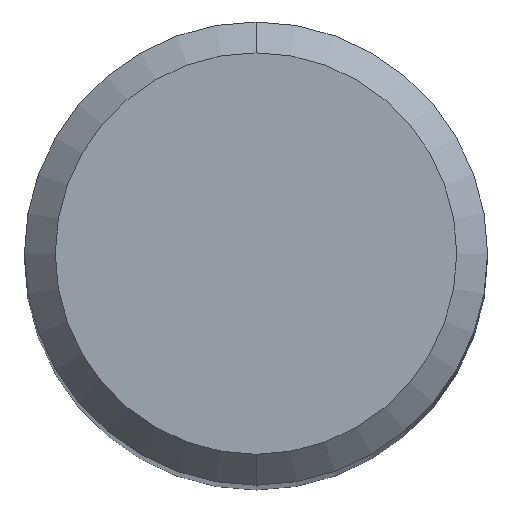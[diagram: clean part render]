
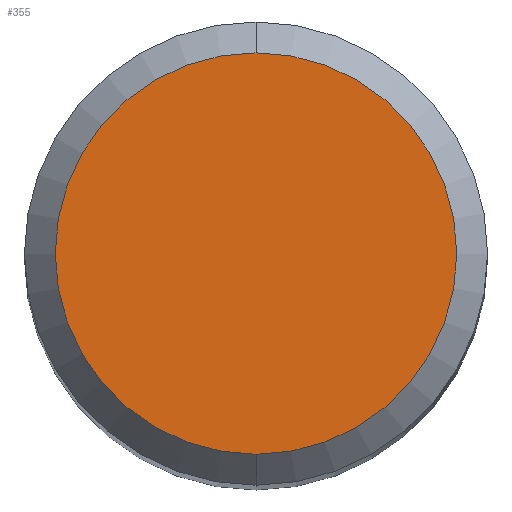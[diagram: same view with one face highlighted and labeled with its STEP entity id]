
A CAD part, top view. The second image highlights one B-rep face of the part: STEP entity #355.
In plain terms, the highlighted planar face has unit normal (0, 0, 1).
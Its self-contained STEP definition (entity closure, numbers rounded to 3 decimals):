
#179=VERTEX_POINT('',#486);
#205=EDGE_CURVE('',#353,#179,#513,.T.);
#353=VERTEX_POINT('',#679);
#355=ADVANCED_FACE('',(#681),#682,.T.);
#389=EDGE_CURVE('',#179,#353,#720,.T.);
#486=CARTESIAN_POINT('',(0.0,2.6,0.0));
#513=CIRCLE('',#892,2.6);
#679=CARTESIAN_POINT('',(0.,-2.6,0.0));
#681=FACE_OUTER_BOUND('',#1144,.T.);
#682=PLANE('',#1145);
#720=CIRCLE('',#1229,2.6);
#892=AXIS2_PLACEMENT_3D('',#1457,#1458,#1459);
#1144=EDGE_LOOP('',(#1680,#1681));
#1145=AXIS2_PLACEMENT_3D('',#1682,#1683,#1684);
#1229=AXIS2_PLACEMENT_3D('',#1723,#1724,#1725);
#1457=CARTESIAN_POINT('',(0.0,0.0,0.0));
#1458=DIRECTION('',(0.0,0.0,-1.0));
#1459=DIRECTION('',(0.0,1.0,0.0));
#1680=ORIENTED_EDGE('',*,*,#389,.F.);
#1681=ORIENTED_EDGE('',*,*,#205,.F.);
#1682=CARTESIAN_POINT('',(0.0,1.3,0.0));
#1683=DIRECTION('',(-0.0,0.0,1.0));
#1684=DIRECTION('',(0.0,-1.0,0.0));
#1723=CARTESIAN_POINT('',(0.0,0.0,0.0));
#1724=DIRECTION('',(0.0,0.0,-1.0));
#1725=DIRECTION('',(0.0,1.0,0.0));
